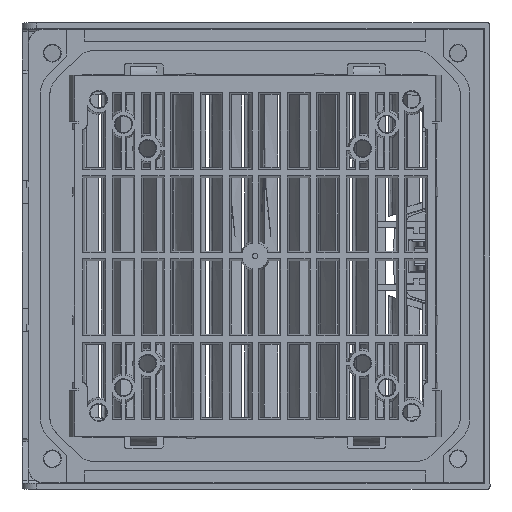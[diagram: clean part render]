
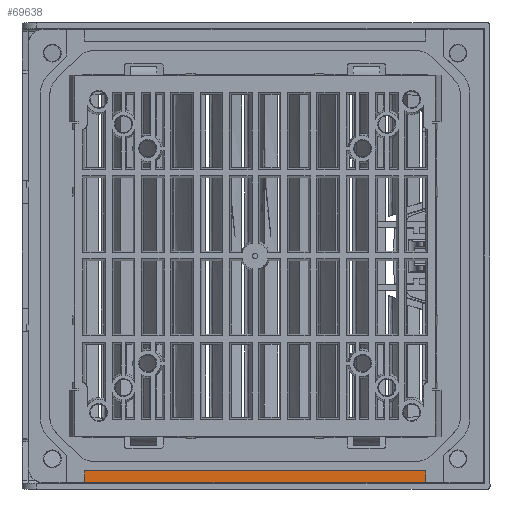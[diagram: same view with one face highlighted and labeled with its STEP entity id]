
A CAD part, top view. The second image highlights one B-rep face of the part: STEP entity #69638.
In plain terms, the highlighted planar face has unit normal (0, 0, 1).
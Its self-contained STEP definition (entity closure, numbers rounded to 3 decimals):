
#45057 = PLANE('',#45058);
#45058 = AXIS2_PLACEMENT_3D('',#45059,#45060,#45061);
#45059 = CARTESIAN_POINT('',(2.75,-75.781,-1.1));
#45060 = DIRECTION('',(0.,1.,-0.017));
#45061 = DIRECTION('',(0.,0.017,1.));
#50336 = VERTEX_POINT('',#50337);
#50337 = CARTESIAN_POINT('',(-56.975,-75.762,
    0.));
#50353 = PLANE('',#50354);
#50354 = AXIS2_PLACEMENT_3D('',#50355,#50356,#50357);
#50355 = CARTESIAN_POINT('',(-56.984,-73.781,-0.6));
#50356 = DIRECTION('',(1.,0.,-0.017));
#50357 = DIRECTION('',(-0.017,0.,-1.));
#50366 = EDGE_CURVE('',#50336,#50367,#50369,.T.);
#50367 = VERTEX_POINT('',#50368);
#50368 = CARTESIAN_POINT('',(56.974,-75.762,
    0.));
#50369 = SURFACE_CURVE('',#50370,(#50374,#50381),.PCURVE_S1.);
#50370 = LINE('',#50371,#50372);
#50371 = CARTESIAN_POINT('',(2.75,-75.762,
    0.));
#50372 = VECTOR('',#50373,1.);
#50373 = DIRECTION('',(1.,-0.,0.));
#50374 = PCURVE('',#45057,#50375);
#50375 = DEFINITIONAL_REPRESENTATION('',(#50376),#50380);
#50376 = LINE('',#50377,#50378);
#50377 = CARTESIAN_POINT('',(1.1,0.));
#50378 = VECTOR('',#50379,1.);
#50379 = DIRECTION('',(0.,1.));
#50380 = ( GEOMETRIC_REPRESENTATION_CONTEXT(2) 
PARAMETRIC_REPRESENTATION_CONTEXT() REPRESENTATION_CONTEXT('2D SPACE',''
  ) );
#50381 = PCURVE('',#50382,#50387);
#50382 = PLANE('',#50383);
#50383 = AXIS2_PLACEMENT_3D('',#50384,#50385,#50386);
#50384 = CARTESIAN_POINT('',(0.,-73.781,0.));
#50385 = DIRECTION('',(0.,-0.,1.));
#50386 = DIRECTION('',(1.,0.,0.));
#50387 = DEFINITIONAL_REPRESENTATION('',(#50388),#50392);
#50388 = LINE('',#50389,#50390);
#50389 = CARTESIAN_POINT('',(2.75,-1.981));
#50390 = VECTOR('',#50391,1.);
#50391 = DIRECTION('',(1.,0.));
#50392 = ( GEOMETRIC_REPRESENTATION_CONTEXT(2) 
PARAMETRIC_REPRESENTATION_CONTEXT() REPRESENTATION_CONTEXT('2D SPACE',''
  ) );
#50412 = PLANE('',#50413);
#50413 = AXIS2_PLACEMENT_3D('',#50414,#50415,#50416);
#50414 = CARTESIAN_POINT('',(56.984,-73.781,-0.6));
#50415 = DIRECTION('',(1.,-0.,0.017));
#50416 = DIRECTION('',(0.017,0.,-1.));
#69208 = PLANE('',#69209);
#69209 = AXIS2_PLACEMENT_3D('',#69210,#69211,#69212);
#69210 = CARTESIAN_POINT('',(0.,-71.79,-0.6));
#69211 = DIRECTION('',(0.,1.,0.017));
#69212 = DIRECTION('',(0.,-0.017,1.));
#69638 = ADVANCED_FACE('',(#69639),#50382,.T.);
#69639 = FACE_BOUND('',#69640,.T.);
#69640 = EDGE_LOOP('',(#69641,#69642,#69665,#69688));
#69641 = ORIENTED_EDGE('',*,*,#50366,.T.);
#69642 = ORIENTED_EDGE('',*,*,#69643,.T.);
#69643 = EDGE_CURVE('',#50367,#69644,#69646,.T.);
#69644 = VERTEX_POINT('',#69645);
#69645 = CARTESIAN_POINT('',(56.974,-71.8,0.));
#69646 = SURFACE_CURVE('',#69647,(#69651,#69658),.PCURVE_S1.);
#69647 = LINE('',#69648,#69649);
#69648 = CARTESIAN_POINT('',(56.974,-73.781,0.));
#69649 = VECTOR('',#69650,1.);
#69650 = DIRECTION('',(0.,1.,0.));
#69651 = PCURVE('',#50382,#69652);
#69652 = DEFINITIONAL_REPRESENTATION('',(#69653),#69657);
#69653 = LINE('',#69654,#69655);
#69654 = CARTESIAN_POINT('',(56.974,0.));
#69655 = VECTOR('',#69656,1.);
#69656 = DIRECTION('',(0.,1.));
#69657 = ( GEOMETRIC_REPRESENTATION_CONTEXT(2) 
PARAMETRIC_REPRESENTATION_CONTEXT() REPRESENTATION_CONTEXT('2D SPACE',''
  ) );
#69658 = PCURVE('',#50412,#69659);
#69659 = DEFINITIONAL_REPRESENTATION('',(#69660),#69664);
#69660 = LINE('',#69661,#69662);
#69661 = CARTESIAN_POINT('',(-0.6,0.));
#69662 = VECTOR('',#69663,1.);
#69663 = DIRECTION('',(0.,1.));
#69664 = ( GEOMETRIC_REPRESENTATION_CONTEXT(2) 
PARAMETRIC_REPRESENTATION_CONTEXT() REPRESENTATION_CONTEXT('2D SPACE',''
  ) );
#69665 = ORIENTED_EDGE('',*,*,#69666,.T.);
#69666 = EDGE_CURVE('',#69644,#69667,#69669,.T.);
#69667 = VERTEX_POINT('',#69668);
#69668 = CARTESIAN_POINT('',(-56.974,-71.8,
    0.));
#69669 = SURFACE_CURVE('',#69670,(#69674,#69681),.PCURVE_S1.);
#69670 = LINE('',#69671,#69672);
#69671 = CARTESIAN_POINT('',(0.,-71.8,0.));
#69672 = VECTOR('',#69673,1.);
#69673 = DIRECTION('',(-1.,-0.,0.));
#69674 = PCURVE('',#50382,#69675);
#69675 = DEFINITIONAL_REPRESENTATION('',(#69676),#69680);
#69676 = LINE('',#69677,#69678);
#69677 = CARTESIAN_POINT('',(0.,1.981));
#69678 = VECTOR('',#69679,1.);
#69679 = DIRECTION('',(-1.,0.));
#69680 = ( GEOMETRIC_REPRESENTATION_CONTEXT(2) 
PARAMETRIC_REPRESENTATION_CONTEXT() REPRESENTATION_CONTEXT('2D SPACE',''
  ) );
#69681 = PCURVE('',#69208,#69682);
#69682 = DEFINITIONAL_REPRESENTATION('',(#69683),#69687);
#69683 = LINE('',#69684,#69685);
#69684 = CARTESIAN_POINT('',(0.6,0.));
#69685 = VECTOR('',#69686,1.);
#69686 = DIRECTION('',(0.,-1.));
#69687 = ( GEOMETRIC_REPRESENTATION_CONTEXT(2) 
PARAMETRIC_REPRESENTATION_CONTEXT() REPRESENTATION_CONTEXT('2D SPACE',''
  ) );
#69688 = ORIENTED_EDGE('',*,*,#69689,.T.);
#69689 = EDGE_CURVE('',#69667,#50336,#69690,.T.);
#69690 = SURFACE_CURVE('',#69691,(#69695,#69702),.PCURVE_S1.);
#69691 = LINE('',#69692,#69693);
#69692 = CARTESIAN_POINT('',(-56.974,-73.781,0.));
#69693 = VECTOR('',#69694,1.);
#69694 = DIRECTION('',(0.,-1.,0.));
#69695 = PCURVE('',#50382,#69696);
#69696 = DEFINITIONAL_REPRESENTATION('',(#69697),#69701);
#69697 = LINE('',#69698,#69699);
#69698 = CARTESIAN_POINT('',(-56.974,0.));
#69699 = VECTOR('',#69700,1.);
#69700 = DIRECTION('',(0.,-1.));
#69701 = ( GEOMETRIC_REPRESENTATION_CONTEXT(2) 
PARAMETRIC_REPRESENTATION_CONTEXT() REPRESENTATION_CONTEXT('2D SPACE',''
  ) );
#69702 = PCURVE('',#50353,#69703);
#69703 = DEFINITIONAL_REPRESENTATION('',(#69704),#69708);
#69704 = LINE('',#69705,#69706);
#69705 = CARTESIAN_POINT('',(-0.6,0.));
#69706 = VECTOR('',#69707,1.);
#69707 = DIRECTION('',(-0.,-1.));
#69708 = ( GEOMETRIC_REPRESENTATION_CONTEXT(2) 
PARAMETRIC_REPRESENTATION_CONTEXT() REPRESENTATION_CONTEXT('2D SPACE',''
  ) );
